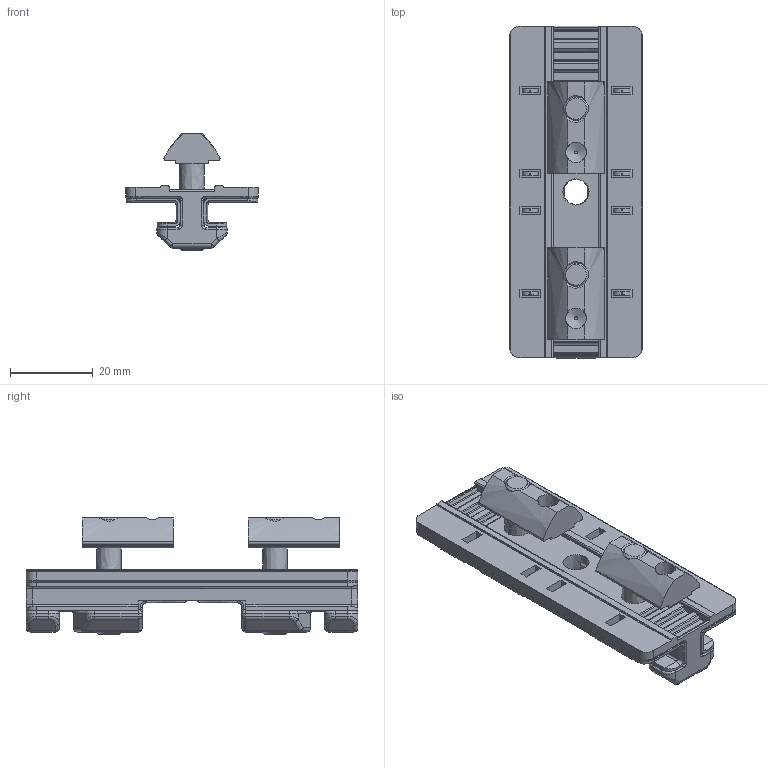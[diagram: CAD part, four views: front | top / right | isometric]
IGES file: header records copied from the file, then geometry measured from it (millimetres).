
Global section: file name: 127365; native system: Autodesk Inventor 2021; preprocessor: unknown; author: aluteckkpl_kk; date: 20230131.115646; units: centimetre
Bounding box: 32 x 80 x 28 mm (x, y, z)
Volume: 18133.2 mm3; surface area: 14852.8 mm2
Topology: 1 solids, 1 shells, 656 faces, 1746 edges, 1071 vertices
Faces by surface type: bspline 656
